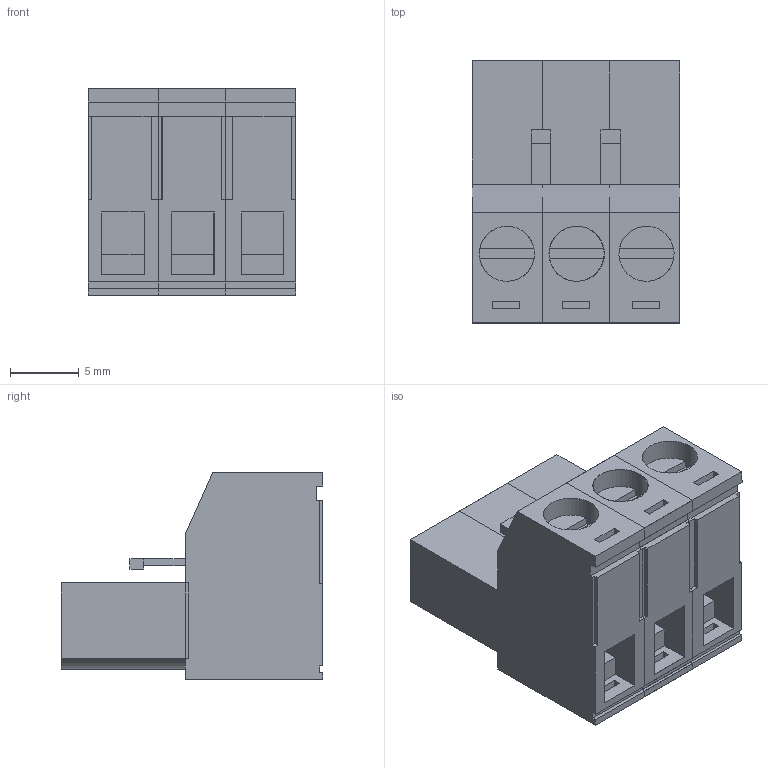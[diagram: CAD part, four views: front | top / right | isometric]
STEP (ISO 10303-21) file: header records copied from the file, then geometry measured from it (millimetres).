
FILE_DESCRIPTION(/* description */ (''),/* implementation_level */ '2;1');
FILE_NAME(/* name */ 'BR8DE3~1',/* time_stamp */ '2019-03-12T09:35:45-03:00',/* author */ (''),/* organization */ (''),/* preprocessor_version */ 'ST-DEVELOPER v14',/* originating_system */ '',/* authorisation */ '');
FILE_SCHEMA (('AUTOMOTIVE_DESIGN'));
Length unit declared in the file: millimetre
Products named in the file (1): Document
Bounding box: 15.07 x 19 x 15 mm (x, y, z)
Volume: 3444.6 mm3; surface area: 3148.2 mm2
Topology: 8 solids, 8 shells, 228 faces, 558 edges, 368 vertices
Faces by surface type: plane 180, bspline 48
Entity records: 6292 total; most frequent: CARTESIAN_POINT 2522, ORIENTED_EDGE 1116, EDGE_CURVE 558, B_SPLINE_CURVE_WITH_KNOTS 398, VERTEX_POINT 368, EDGE_LOOP 258, ADVANCED_FACE 228, FACE_OUTER_BOUND 228
